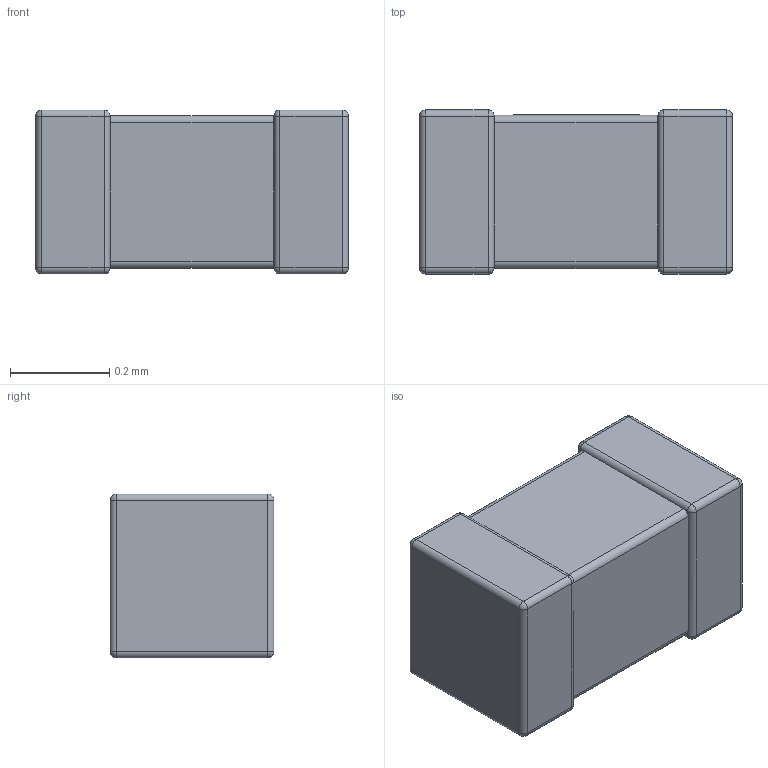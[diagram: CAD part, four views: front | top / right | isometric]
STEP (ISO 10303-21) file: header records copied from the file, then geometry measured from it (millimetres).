
FILE_DESCRIPTION (( 'STEP AP214' ), '1' );
FILE_NAME ('CCS0201_L0.63W0.33T0.33B0.15.STEP', '2016-06-07T19:31:31', ( '' ), ( '' ), 'SwSTEP 2.0', 'SolidWorks 2014', '' );
FILE_SCHEMA (( 'AUTOMOTIVE_DESIGN' ));
Length unit declared in the file: millimetre
Products named in the file (3): Base_1; CCS0201_L0.63W0.33T0.33B0.15; Termination_1
Assembly tree (3 placements, depth 2):
  CCS0201_L0.63W0.33T0.33B0.15
    Base_1
    Termination_1  x2
Bounding box: 0.63 x 0.33 x 0.33 mm (x, y, z)
Volume: 0.1 mm3; surface area: 1.6 mm2
Topology: 6 solids, 6 shells, 175 faces, 425 edges, 236 vertices
Faces by surface type: plane 91, cylinder 52, sphere 24, torus 8
Entity records: 4389 total; most frequent: CARTESIAN_POINT 667, DIRECTION 627, ORIENTED_EDGE 600, EDGE_CURVE 300, VECTOR 225, LINE 225, AXIS2_PLACEMENT_3D 201, VERTEX_POINT 181
